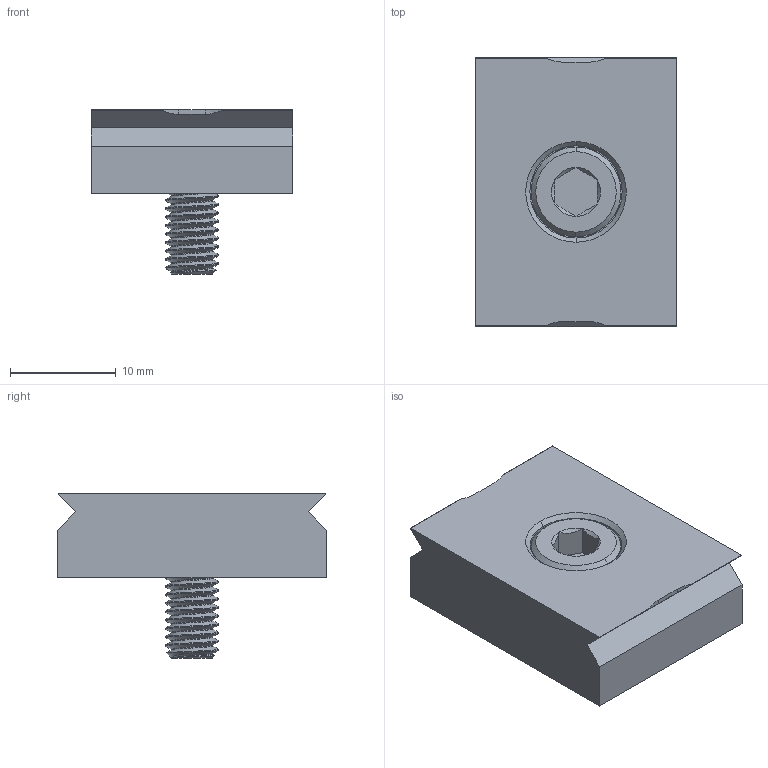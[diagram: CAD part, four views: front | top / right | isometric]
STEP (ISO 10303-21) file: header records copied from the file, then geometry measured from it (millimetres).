
FILE_DESCRIPTION (( 'STEP AP214' ), '1' );
FILE_NAME ('330100_DD_for Step_Part File.STEP', '2022-03-07T18:13:46', ( '' ), ( '' ), 'SwSTEP 2.0', 'SolidWorks 2021', '' );
FILE_SCHEMA (( 'AUTOMOTIVE_DESIGN' ));
Length unit declared in the file: inch
Products named in the file (1): 330100_DD_for Step_Part File
Bounding box: 19.05 x 25.4 x 15.56 mm (x, y, z)
Volume: 3779.2 mm3; surface area: 2356.9 mm2
Topology: 2 solids, 2 shells, 83 faces, 211 edges, 135 vertices
Faces by surface type: cylinder 40, plane 27, cone 13, bspline 3
Entity records: 6039 total; most frequent: CARTESIAN_POINT 3112, ORIENTED_EDGE 422, DIRECTION 324, EDGE_CURVE 211, VERTEX_POINT 135, AXIS2_PLACEMENT_3D 112, VECTOR 100, LINE 100
